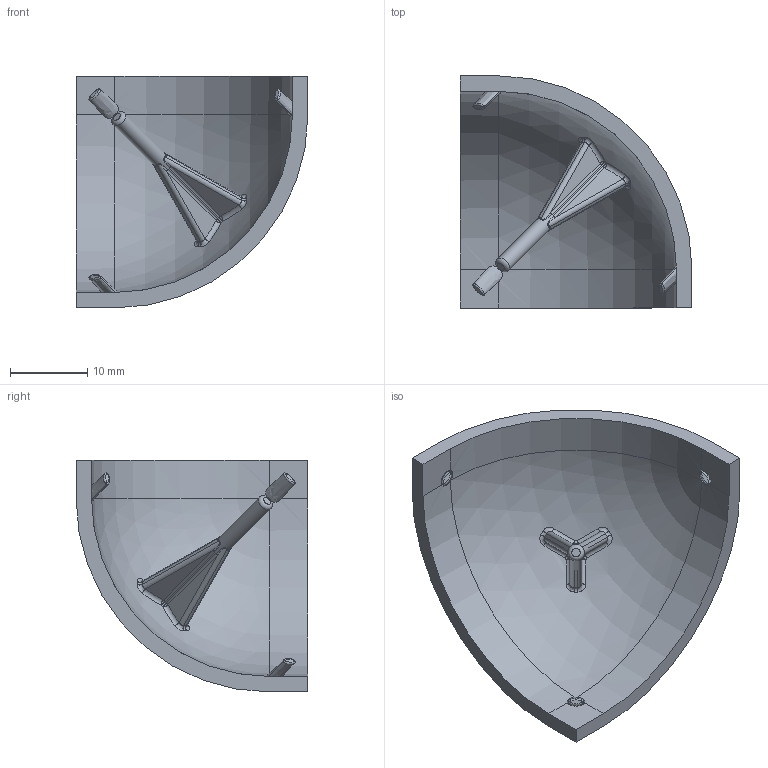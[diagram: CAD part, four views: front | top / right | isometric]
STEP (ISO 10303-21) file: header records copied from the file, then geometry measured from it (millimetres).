
FILE_DESCRIPTION(/* description */ ('TAPPO PER GIUNTO ANGOL.3 VIE SERIE 30'),/* implementation_level */ '2;1');
FILE_NAME(/* name */ 'CTPTG0000008.stp',/* time_stamp */ '2019-06-05T18:45:22+02:00',/* author */ ('fzagni'),/* organization */ (''),/* preprocessor_version */ 'ST-DEVELOPER v17.2',/* originating_system */ 'Autodesk Inventor 2019',/* authorisation */ '');
FILE_SCHEMA (('AUTOMOTIVE_DESIGN { 1 0 10303 214 3 1 1 }'));
Length unit declared in the file: millimetre
Products named in the file (1): CTPTG0000008
Bounding box: 30 x 30 x 30 mm (x, y, z)
Volume: 3295.6 mm3; surface area: 3691 mm2
Topology: 1 solids, 1 shells, 89 faces, 228 edges, 139 vertices
Faces by surface type: bspline 27, plane 22, cylinder 19, torus 13, sphere 8
Full cylindrical faces by diameter (mm): 2.1 x1
Entity records: 7118 total; most frequent: CARTESIAN_POINT 5110, ORIENTED_EDGE 450, DIRECTION 372, EDGE_CURVE 225, AXIS2_PLACEMENT_3D 157, VERTEX_POINT 139, CIRCLE 92, EDGE_LOOP 90
